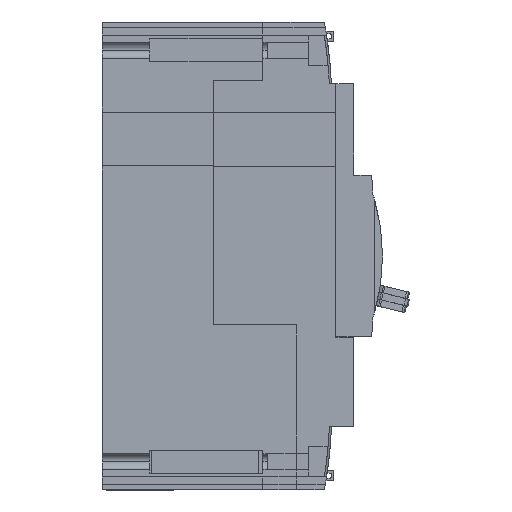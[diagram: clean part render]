
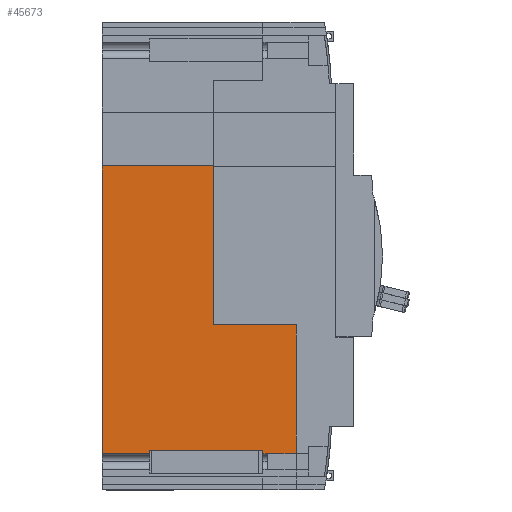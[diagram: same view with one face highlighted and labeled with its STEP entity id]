
A CAD part, left-side view. The second image highlights one B-rep face of the part: STEP entity #45673.
In plain terms, the highlighted planar face has unit normal (-1, 0, 0).
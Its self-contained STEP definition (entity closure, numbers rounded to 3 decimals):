
#25005=EDGE_CURVE('',#29463,#35693,#72643,.T.);
#25031=VERTEX_POINT('',#72670);
#28417=EDGE_CURVE('',#57267,#41657,#76337,.T.);
#29463=VERTEX_POINT('',#77478);
#32203=VERTEX_POINT('',#80452);
#33861=EDGE_CURVE('',#43961,#32203,#82262,.T.);
#35563=VERTEX_POINT('',#84108);
#35693=VERTEX_POINT('',#84252);
#41657=VERTEX_POINT('',#90725);
#42109=EDGE_CURVE('',#57267,#25031,#91210,.T.);
#42781=EDGE_CURVE('',#35693,#60883,#91928,.T.);
#43185=VERTEX_POINT('',#92364);
#43961=VERTEX_POINT('',#93212);
#45673=ADVANCED_FACE('',(#95073),#95074,.F.);
#46379=EDGE_CURVE('',#63417,#32203,#95851,.T.);
#46771=VERTEX_POINT('',#96273);
#49079=EDGE_CURVE('',#35563,#46771,#98792,.T.);
#50345=VERTEX_POINT('',#100166);
#53965=VERTEX_POINT('',#104110);
#55723=EDGE_CURVE('',#43185,#41657,#106048,.T.);
#57267=VERTEX_POINT('',#107725);
#59717=EDGE_CURVE('',#53965,#43961,#110397,.T.);
#60883=VERTEX_POINT('',#111677);
#62943=EDGE_CURVE('',#64925,#63417,#113912,.T.);
#63417=VERTEX_POINT('',#114422);
#64925=VERTEX_POINT('',#116060);
#67625=EDGE_CURVE('',#25031,#29463,#119009,.T.);
#68353=EDGE_CURVE('',#46771,#50345,#119787,.T.);
#69229=EDGE_CURVE('',#43185,#35563,#120760,.T.);
#69349=EDGE_CURVE('',#50345,#53965,#120885,.T.);
#70533=EDGE_CURVE('',#60883,#64925,#122176,.T.);
#72643=LINE('',#124920,#124921);
#72670=CARTESIAN_POINT('',(-63.45,-13.2,-55.071));
#76337=LINE('',#130373,#130374);
#77478=CARTESIAN_POINT('',(-63.45,-13.2,-54.0));
#80452=CARTESIAN_POINT('',(-63.45,-54.0,-55.));
#82262=LINE('',#139063,#139064);
#84108=CARTESIAN_POINT('',(-63.45,-31.0,25.0));
#84252=CARTESIAN_POINT('',(-63.45,-44.65,-54.0));
#90725=CARTESIAN_POINT('',(-63.45,0.0,25.05));
#91210=LINE('',#152488,#152489);
#91928=LINE('',#153595,#153596);
#92364=CARTESIAN_POINT('',(-63.45,-31.0,25.05));
#93212=CARTESIAN_POINT('',(-63.45,-54.0,-47.5));
#95073=FACE_OUTER_BOUND('',#158188,.T.);
#95074=PLANE('',#158189);
#95851=LINE('',#159371,#159372);
#96273=CARTESIAN_POINT('',(-63.45,-31.0,-19.0));
#98792=LINE('',#163613,#163614);
#100166=CARTESIAN_POINT('',(-63.45,-54.0,-19.0));
#104110=CARTESIAN_POINT('',(-63.45,-54.0,-22.6));
#106048=LINE('',#174347,#174348);
#107725=CARTESIAN_POINT('',(-63.45,0.0,-55.071));
#110397=LINE('',#180771,#180772);
#111677=CARTESIAN_POINT('',(-63.45,-44.65,-55.071));
#113912=LINE('',#185858,#185859);
#114422=CARTESIAN_POINT('',(-63.45,-46.0,-55.));
#116060=CARTESIAN_POINT('',(-63.45,-46.0,-55.071));
#119009=LINE('',#193555,#193556);
#119787=LINE('',#194735,#194736);
#120760=LINE('',#196135,#196136);
#120885=LINE('',#196313,#196314);
#122176=LINE('',#198195,#198196);
#124920=CARTESIAN_POINT('',(-63.45,-18.304,-54.0));
#124921=VECTOR('',#200807,1.0);
#130373=CARTESIAN_POINT('',(-63.45,0.0,65.0));
#130374=VECTOR('',#204634,1.0);
#139063=CARTESIAN_POINT('',(-63.45,-54.0,-65.0));
#139064=VECTOR('',#210744,1.0);
#152488=CARTESIAN_POINT('',(-63.45,-6.6,-55.071));
#152489=VECTOR('',#220024,1.0);
#153595=CARTESIAN_POINT('',(-63.45,-44.65,-29.11));
#153596=VECTOR('',#220669,1.0);
#158188=EDGE_LOOP('',(#223911,#223912,#223913,#223914,#223915,#223916,#223917,#223918,#223919,#223920,#223921,#223922,#223923,#223924,#223925));
#158189=AXIS2_PLACEMENT_3D('',#223926,#223927,#223928);
#159371=CARTESIAN_POINT('',(-63.45,-34.704,-55.));
#159372=VECTOR('',#224773,1.0);
#163613=CARTESIAN_POINT('',(-63.45,-31.0,-19.0));
#163614=VECTOR('',#227987,1.0);
#174347=CARTESIAN_POINT('',(-63.45,-27.204,25.05));
#174348=VECTOR('',#235922,1.0);
#180771=CARTESIAN_POINT('',(-63.45,-54.0,-65.0));
#180772=VECTOR('',#240580,1.0);
#185858=CARTESIAN_POINT('',(-63.45,-46.0,-29.11));
#185859=VECTOR('',#244299,1.0);
#193555=CARTESIAN_POINT('',(-63.45,-13.2,-29.11));
#193556=VECTOR('',#250049,1.0);
#194735=CARTESIAN_POINT('',(-63.45,-54.0,-19.0));
#194736=VECTOR('',#250818,1.0);
#196135=CARTESIAN_POINT('',(-63.45,-31.0,-19.0));
#196136=VECTOR('',#252055,1.0);
#196313=CARTESIAN_POINT('',(-63.45,-54.0,-65.0));
#196314=VECTOR('',#252141,1.0);
#198195=CARTESIAN_POINT('',(-63.45,-45.325,-55.071));
#198196=VECTOR('',#253589,1.0);
#200807=DIRECTION('',(0.0,-1.0,0.0));
#204634=DIRECTION('',(0.0,0.0,1.0));
#210744=DIRECTION('',(-0.0,-0.0,-1.0));
#220024=DIRECTION('',(0.0,-1.0,0.0));
#220669=DIRECTION('',(0.0,0.0,-1.0));
#223911=ORIENTED_EDGE('',*,*,#55723,.T.);
#223912=ORIENTED_EDGE('',*,*,#28417,.F.);
#223913=ORIENTED_EDGE('',*,*,#42109,.T.);
#223914=ORIENTED_EDGE('',*,*,#67625,.T.);
#223915=ORIENTED_EDGE('',*,*,#25005,.T.);
#223916=ORIENTED_EDGE('',*,*,#42781,.T.);
#223917=ORIENTED_EDGE('',*,*,#70533,.T.);
#223918=ORIENTED_EDGE('',*,*,#62943,.T.);
#223919=ORIENTED_EDGE('',*,*,#46379,.T.);
#223920=ORIENTED_EDGE('',*,*,#33861,.F.);
#223921=ORIENTED_EDGE('',*,*,#59717,.F.);
#223922=ORIENTED_EDGE('',*,*,#69349,.F.);
#223923=ORIENTED_EDGE('',*,*,#68353,.F.);
#223924=ORIENTED_EDGE('',*,*,#49079,.F.);
#223925=ORIENTED_EDGE('',*,*,#69229,.F.);
#223926=CARTESIAN_POINT('',(-63.45,-23.409,-0.969));
#223927=DIRECTION('',(1.0,0.0,0.0));
#223928=DIRECTION('',(0.0,1.0,0.0));
#224773=DIRECTION('',(0.0,-1.0,0.0));
#227987=DIRECTION('',(-0.0,-0.0,-1.0));
#235922=DIRECTION('',(0.0,1.0,0.0));
#240580=DIRECTION('',(-0.0,-0.0,-1.0));
#244299=DIRECTION('',(-0.0,0.0,1.0));
#250049=DIRECTION('',(-0.0,0.0,1.0));
#250818=DIRECTION('',(-0.0,-1.0,-0.0));
#252055=DIRECTION('',(-0.0,-0.0,-1.0));
#252141=DIRECTION('',(-0.0,-0.0,-1.0));
#253589=DIRECTION('',(0.0,-1.0,0.0));
